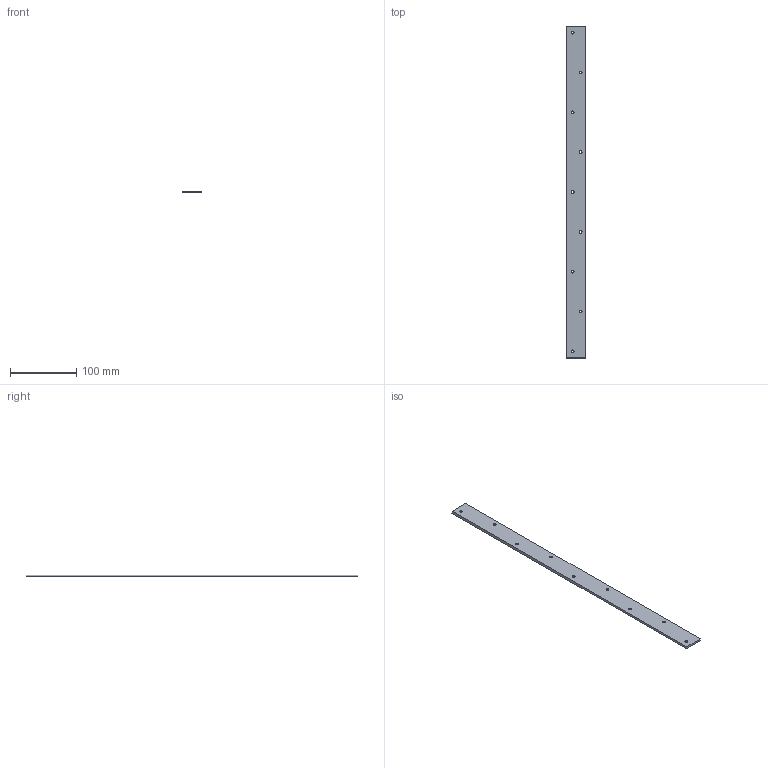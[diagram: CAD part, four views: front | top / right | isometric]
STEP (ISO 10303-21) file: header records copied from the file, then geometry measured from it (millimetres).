
FILE_DESCRIPTION((''),'2;1');
FILE_NAME('FERRURE','2020-02-16T',('André'),(''),'CREO PARAMETRIC BY PTC INC, 2014190','CREO PARAMETRIC BY PTC INC, 2014190','');
FILE_SCHEMA(('CONFIG_CONTROL_DESIGN'));
Length unit declared in the file: millimetre
Products named in the file (1): FERRURE
Bounding box: 30 x 500 x 3 mm (x, y, z)
Volume: 43605.2 mm3; surface area: 32788.1 mm2
Topology: 1 solids, 1 shells, 42 faces, 102 edges, 62 vertices
Faces by surface type: cylinder 18, cone 18, plane 6
Entity records: 1310 total; most frequent: DIRECTION 240, CARTESIAN_POINT 206, ORIENTED_EDGE 204, EDGE_CURVE 102, AXIS2_PLACEMENT_3D 96, VERTEX_POINT 62, EDGE_LOOP 60, CIRCLE 54
